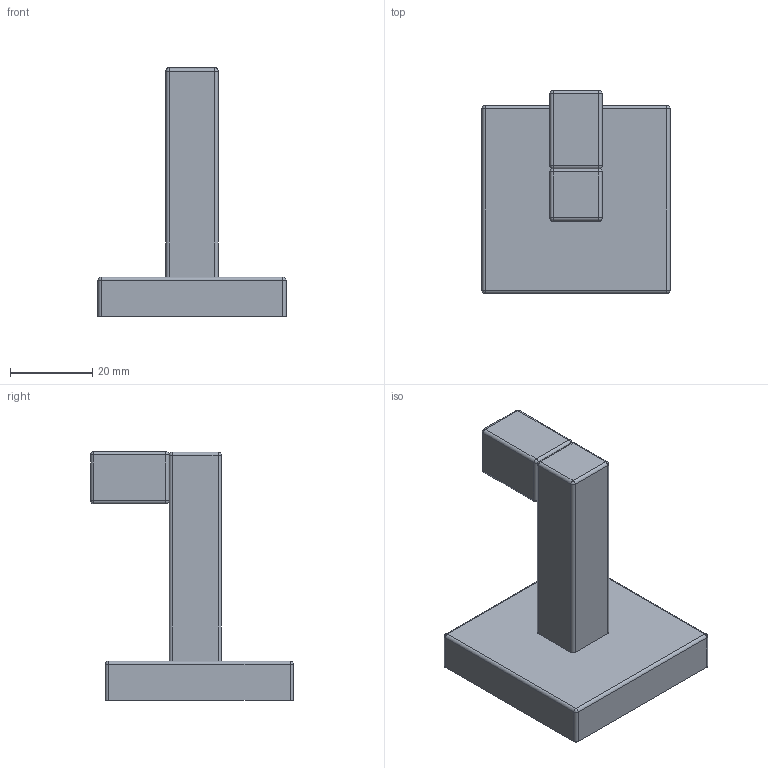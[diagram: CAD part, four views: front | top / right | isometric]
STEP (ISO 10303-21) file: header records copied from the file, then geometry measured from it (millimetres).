
FILE_DESCRIPTION((''),'2;1');
FILE_NAME('2020-1650','2021-10-28T15:28:45',('jinson.thomas'),(''),'CREO PARAMETRIC BY PTC INC, 2018400','CREO PARAMETRIC BY PTC INC, 2018400','');
FILE_SCHEMA(('CONFIG_CONTROL_DESIGN'));
Length unit declared in the file: inch
Products named in the file (1): 2020-1650
Bounding box: 45.72 x 49.28 x 60.45 mm (x, y, z)
Volume: 31096.2 mm3; surface area: 9331.8 mm2
Topology: 1 solids, 1 shells, 61 faces, 122 edges, 64 vertices
Faces by surface type: cylinder 28, plane 17, sphere 16
Entity records: 1576 total; most frequent: DIRECTION 300, CARTESIAN_POINT 247, ORIENTED_EDGE 244, EDGE_CURVE 122, AXIS2_PLACEMENT_3D 117, VECTOR 66, LINE 66, VERTEX_POINT 64
